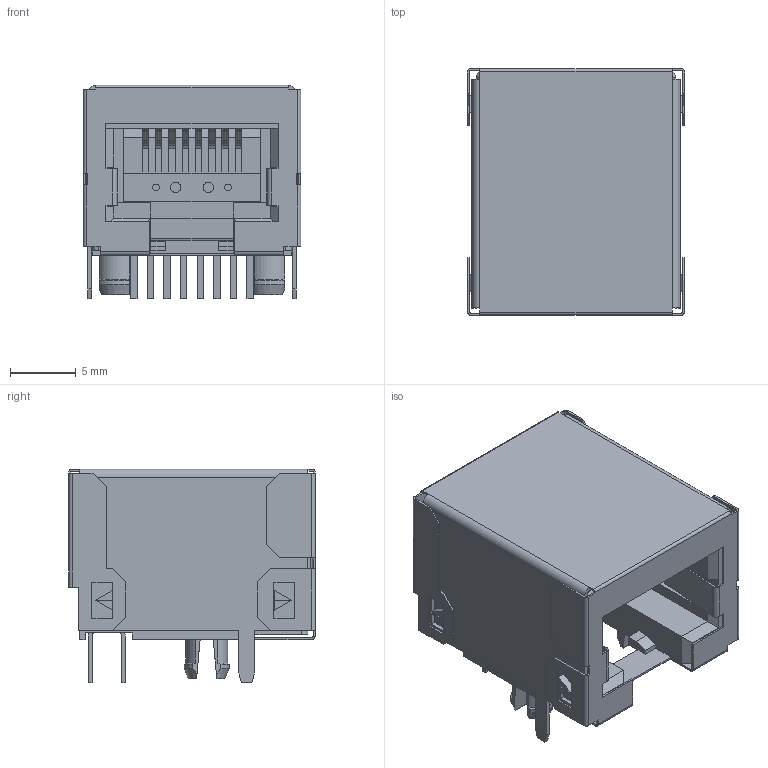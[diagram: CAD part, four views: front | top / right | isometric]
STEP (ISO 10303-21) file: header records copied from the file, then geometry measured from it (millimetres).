
FILE_DESCRIPTION(('FreeCAD Model'),'2;1');
FILE_NAME('SOLID.step', '2018-03-01T07:48:55',('kicad StepUp'),('ksu MCAD'), 'Open CASCADE STEP processor 6.8','FreeCAD','Unknown');
FILE_SCHEMA(('AUTOMOTIVE_DESIGN_CC2 { 1 2 10303 214 -1 1 5 4 }'));
Length unit declared in the file: millimetre
Products named in the file (1): SOLID
Bounding box: 16.6 x 18.8 x 16.3 mm (x, y, z)
Volume: 1757.4 mm3; surface area: 4422.3 mm2
Topology: 1 solids, 1 shells, 617 faces, 1788 edges, 1176 vertices
Faces by surface type: plane 453, cylinder 152, cone 8, sphere 4
Entity records: 20303 total; most frequent: CARTESIAN_POINT 3678, ORIENTED_EDGE 3576, DIRECTION 3312, EDGE_CURVE 1788, LINE 1460, VECTOR 1460, VERTEX_POINT 1176, AXIS2_PLACEMENT_3D 926
